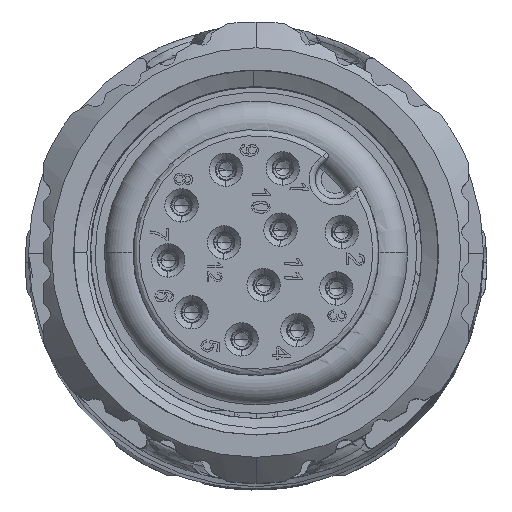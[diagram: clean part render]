
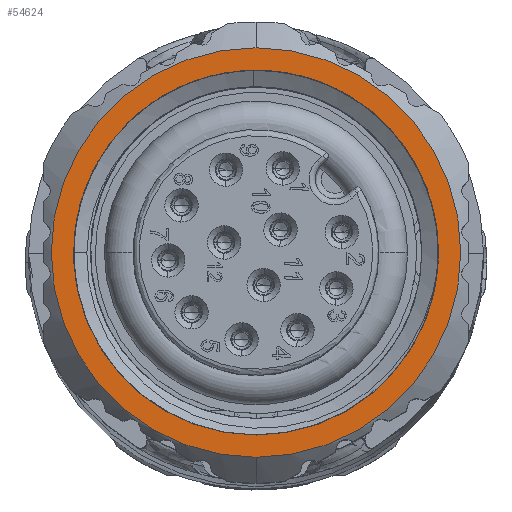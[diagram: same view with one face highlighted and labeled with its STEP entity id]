
A CAD part, top view. The second image highlights one B-rep face of the part: STEP entity #54624.
In plain terms, the highlighted planar face has unit normal (0, 0, 1).
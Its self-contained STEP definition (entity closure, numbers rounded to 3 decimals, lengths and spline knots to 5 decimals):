
#10875=CARTESIAN_POINT('',(0.,0.,0.));
#10876=DIRECTION('',(0.,0.,-1.));
#10877=DIRECTION('',(0.,1.,0.));
#10878=AXIS2_PLACEMENT_3D('',#10875,#10876,#10877);
#10880=CARTESIAN_POINT('',(0.,0.,0.));
#10881=DIRECTION('',(0.,0.,-1.));
#10882=DIRECTION('',(0.,-1.,0.));
#10883=AXIS2_PLACEMENT_3D('',#10880,#10881,#10882);
#10885=CARTESIAN_POINT('',(0.,0.,0.));
#10886=DIRECTION('',(0.,0.,1.));
#10887=DIRECTION('',(-1.,0.,0.));
#10888=AXIS2_PLACEMENT_3D('',#10885,#10886,#10887);
#10890=CARTESIAN_POINT('',(0.,0.,0.));
#10891=DIRECTION('',(0.,0.,1.));
#10892=DIRECTION('',(1.,0.,0.));
#10893=AXIS2_PLACEMENT_3D('',#10890,#10891,#10892);
#35323=CARTESIAN_POINT('',(0.,-0.26575,0.));
#35324=VERTEX_POINT('',#35323);
#35325=CARTESIAN_POINT('',(0.,0.26575,0.));
#35326=VERTEX_POINT('',#35325);
#35392=CARTESIAN_POINT('',(-0.23681,0.,0.));
#35393=CARTESIAN_POINT('',(0.23681,0.,0.));
#35394=VERTEX_POINT('',#35392);
#35395=VERTEX_POINT('',#35393);
#54609=CARTESIAN_POINT('',(0.,0.,0.));
#54610=DIRECTION('',(0.,0.,-1.));
#54611=DIRECTION('',(1.,0.,0.));
#54612=AXIS2_PLACEMENT_3D('',#54609,#54610,#54611);
#54613=PLANE('',#54612);
#54615=ORIENTED_EDGE('',*,*,#54614,.T.);
#54617=ORIENTED_EDGE('',*,*,#54616,.T.);
#54618=EDGE_LOOP('',(#54615,#54617));
#54619=FACE_OUTER_BOUND('',#54618,.F.);
#54620=ORIENTED_EDGE('',*,*,#54603,.T.);
#54621=ORIENTED_EDGE('',*,*,#54583,.T.);
#54622=EDGE_LOOP('',(#54620,#54621));
#54623=FACE_BOUND('',#54622,.F.);
#54624=ADVANCED_FACE('',(#54619,#54623),#54613,.F.);
#10879=CIRCLE('',#10878,0.26575);
#10884=CIRCLE('',#10883,0.26575);
#10889=CIRCLE('',#10888,0.23681);
#10894=CIRCLE('',#10893,0.23681);
#54583=EDGE_CURVE('',#35395,#35394,#10894,.T.);
#54603=EDGE_CURVE('',#35394,#35395,#10889,.T.);
#54614=EDGE_CURVE('',#35326,#35324,#10879,.T.);
#54616=EDGE_CURVE('',#35324,#35326,#10884,.T.);
